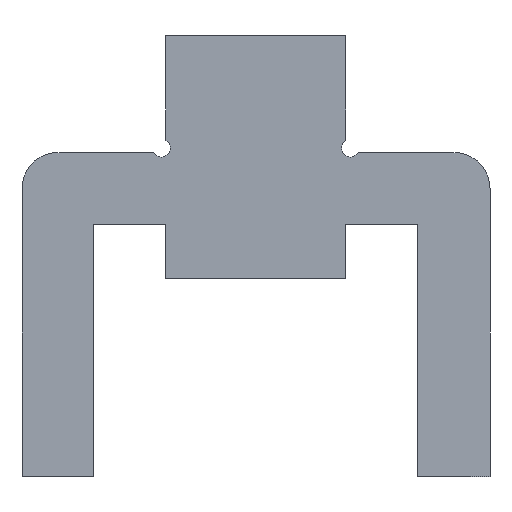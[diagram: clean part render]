
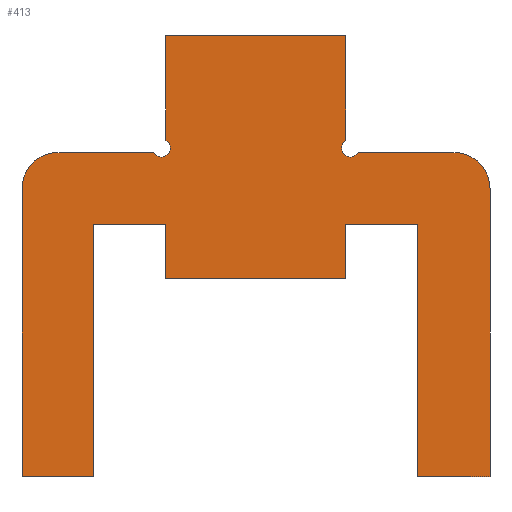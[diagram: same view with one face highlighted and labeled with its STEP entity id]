
A CAD part, front view. The second image highlights one B-rep face of the part: STEP entity #413.
In plain terms, the highlighted planar face has unit normal (0, -1, 0).
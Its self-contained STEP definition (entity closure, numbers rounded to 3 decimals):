
#19=FACE_OUTER_BOUND('',#41,.T.);
#41=EDGE_LOOP('',(#275,#276,#277,#278,#279,#280,#281,#282,#283,#284,#285,
#286,#287,#288,#289,#290,#291,#292,#293,#294));
#63=CIRCLE('',#450,0.4);
#64=CIRCLE('',#451,0.1);
#65=CIRCLE('',#452,0.1);
#66=CIRCLE('',#453,0.4);
#71=LINE('',#597,#123);
#72=LINE('',#599,#124);
#73=LINE('',#601,#125);
#74=LINE('',#603,#126);
#75=LINE('',#607,#127);
#76=LINE('',#611,#128);
#77=LINE('',#613,#129);
#78=LINE('',#615,#130);
#79=LINE('',#619,#131);
#80=LINE('',#623,#132);
#81=LINE('',#625,#133);
#82=LINE('',#627,#134);
#83=LINE('',#629,#135);
#84=LINE('',#631,#136);
#85=LINE('',#633,#137);
#86=LINE('',#634,#138);
#123=VECTOR('',#483,10.);
#124=VECTOR('',#484,10.);
#125=VECTOR('',#485,10.);
#126=VECTOR('',#486,10.);
#127=VECTOR('',#489,10.);
#128=VECTOR('',#492,10.);
#129=VECTOR('',#493,10.);
#130=VECTOR('',#494,10.);
#131=VECTOR('',#497,10.);
#132=VECTOR('',#500,10.);
#133=VECTOR('',#501,10.);
#134=VECTOR('',#502,10.);
#135=VECTOR('',#503,10.);
#136=VECTOR('',#504,10.);
#137=VECTOR('',#505,10.);
#138=VECTOR('',#506,10.);
#175=VERTEX_POINT('',#595);
#176=VERTEX_POINT('',#596);
#177=VERTEX_POINT('',#598);
#178=VERTEX_POINT('',#600);
#179=VERTEX_POINT('',#602);
#180=VERTEX_POINT('',#604);
#181=VERTEX_POINT('',#606);
#182=VERTEX_POINT('',#608);
#183=VERTEX_POINT('',#610);
#184=VERTEX_POINT('',#612);
#185=VERTEX_POINT('',#614);
#186=VERTEX_POINT('',#616);
#187=VERTEX_POINT('',#618);
#188=VERTEX_POINT('',#620);
#189=VERTEX_POINT('',#622);
#190=VERTEX_POINT('',#624);
#191=VERTEX_POINT('',#626);
#192=VERTEX_POINT('',#628);
#193=VERTEX_POINT('',#630);
#194=VERTEX_POINT('',#632);
#215=EDGE_CURVE('',#175,#176,#71,.T.);
#216=EDGE_CURVE('',#177,#175,#72,.T.);
#217=EDGE_CURVE('',#178,#177,#73,.T.);
#218=EDGE_CURVE('',#179,#178,#74,.T.);
#219=EDGE_CURVE('',#180,#179,#63,.T.);
#220=EDGE_CURVE('',#181,#180,#75,.T.);
#221=EDGE_CURVE('',#182,#181,#64,.T.);
#222=EDGE_CURVE('',#183,#182,#76,.T.);
#223=EDGE_CURVE('',#184,#183,#77,.T.);
#224=EDGE_CURVE('',#185,#184,#78,.T.);
#225=EDGE_CURVE('',#186,#185,#65,.T.);
#226=EDGE_CURVE('',#187,#186,#79,.T.);
#227=EDGE_CURVE('',#188,#187,#66,.T.);
#228=EDGE_CURVE('',#189,#188,#80,.T.);
#229=EDGE_CURVE('',#190,#189,#81,.T.);
#230=EDGE_CURVE('',#191,#190,#82,.T.);
#231=EDGE_CURVE('',#192,#191,#83,.T.);
#232=EDGE_CURVE('',#193,#192,#84,.T.);
#233=EDGE_CURVE('',#194,#193,#85,.T.);
#234=EDGE_CURVE('',#176,#194,#86,.T.);
#275=ORIENTED_EDGE('',*,*,#215,.F.);
#276=ORIENTED_EDGE('',*,*,#216,.F.);
#277=ORIENTED_EDGE('',*,*,#217,.F.);
#278=ORIENTED_EDGE('',*,*,#218,.F.);
#279=ORIENTED_EDGE('',*,*,#219,.F.);
#280=ORIENTED_EDGE('',*,*,#220,.F.);
#281=ORIENTED_EDGE('',*,*,#221,.F.);
#282=ORIENTED_EDGE('',*,*,#222,.F.);
#283=ORIENTED_EDGE('',*,*,#223,.F.);
#284=ORIENTED_EDGE('',*,*,#224,.F.);
#285=ORIENTED_EDGE('',*,*,#225,.F.);
#286=ORIENTED_EDGE('',*,*,#226,.F.);
#287=ORIENTED_EDGE('',*,*,#227,.F.);
#288=ORIENTED_EDGE('',*,*,#228,.F.);
#289=ORIENTED_EDGE('',*,*,#229,.F.);
#290=ORIENTED_EDGE('',*,*,#230,.F.);
#291=ORIENTED_EDGE('',*,*,#231,.F.);
#292=ORIENTED_EDGE('',*,*,#232,.F.);
#293=ORIENTED_EDGE('',*,*,#233,.F.);
#294=ORIENTED_EDGE('',*,*,#234,.F.);
#395=PLANE('',#449);
#413=ADVANCED_FACE('',(#19),#395,.F.);
#449=AXIS2_PLACEMENT_3D('',#594,#481,#482);
#450=AXIS2_PLACEMENT_3D('',#605,#487,#488);
#451=AXIS2_PLACEMENT_3D('',#609,#490,#491);
#452=AXIS2_PLACEMENT_3D('',#617,#495,#496);
#453=AXIS2_PLACEMENT_3D('',#621,#498,#499);
#481=DIRECTION('center_axis',(0.,1.,0.));
#482=DIRECTION('ref_axis',(-1.,0.,0.));
#483=DIRECTION('',(-1.,0.,0.));
#484=DIRECTION('',(0.,0.,1.));
#485=DIRECTION('',(-1.,0.,0.));
#486=DIRECTION('',(0.,0.,-1.));
#487=DIRECTION('center_axis',(0.,1.,0.));
#488=DIRECTION('ref_axis',(0.,0.,1.));
#489=DIRECTION('',(1.,0.,0.));
#490=DIRECTION('center_axis',(0.,-1.,0.));
#491=DIRECTION('ref_axis',(0.866,0.,-0.5));
#492=DIRECTION('',(0.,0.,-1.));
#493=DIRECTION('',(1.,0.,0.));
#494=DIRECTION('',(0.,0.,1.));
#495=DIRECTION('center_axis',(0.,-1.,0.));
#496=DIRECTION('ref_axis',(0.5,0.,0.866));
#497=DIRECTION('',(1.,0.,0.));
#498=DIRECTION('center_axis',(0.,1.,0.));
#499=DIRECTION('ref_axis',(-1.,0.,0.));
#500=DIRECTION('',(0.,0.,1.));
#501=DIRECTION('',(-1.,0.,0.));
#502=DIRECTION('',(0.,0.,-1.));
#503=DIRECTION('',(-1.,0.,0.));
#504=DIRECTION('',(0.,0.,1.));
#505=DIRECTION('',(-1.,0.,0.));
#506=DIRECTION('',(0.,0.,-1.));
#594=CARTESIAN_POINT('Origin',(27.2,2.7,10.45));
#595=CARTESIAN_POINT('',(29.,2.7,10.8));
#596=CARTESIAN_POINT('',(28.2,2.7,10.8));
#597=CARTESIAN_POINT('',(28.1,2.7,10.8));
#598=CARTESIAN_POINT('',(29.,2.7,8.));
#599=CARTESIAN_POINT('',(29.,2.7,9.225));
#600=CARTESIAN_POINT('',(29.8,2.7,8.));
#601=CARTESIAN_POINT('',(28.5,2.7,8.));
#602=CARTESIAN_POINT('',(29.8,2.7,11.2));
#603=CARTESIAN_POINT('',(29.8,2.7,10.825));
#604=CARTESIAN_POINT('',(29.4,2.7,11.6));
#605=CARTESIAN_POINT('Origin',(29.4,2.7,11.2));
#606=CARTESIAN_POINT('',(28.337,2.7,11.6));
#607=CARTESIAN_POINT('',(27.768,2.7,11.6));
#608=CARTESIAN_POINT('',(28.2,2.7,11.737));
#609=CARTESIAN_POINT('Origin',(28.25,2.7,11.65));
#610=CARTESIAN_POINT('',(28.2,2.7,12.9));
#611=CARTESIAN_POINT('',(28.2,2.7,11.675));
#612=CARTESIAN_POINT('',(26.2,2.7,12.9));
#613=CARTESIAN_POINT('',(26.7,2.7,12.9));
#614=CARTESIAN_POINT('',(26.2,2.7,11.737));
#615=CARTESIAN_POINT('',(26.2,2.7,11.093));
#616=CARTESIAN_POINT('',(26.063,2.7,11.6));
#617=CARTESIAN_POINT('Origin',(26.15,2.7,11.65));
#618=CARTESIAN_POINT('',(25.,2.7,11.6));
#619=CARTESIAN_POINT('',(26.1,2.7,11.6));
#620=CARTESIAN_POINT('',(24.6,2.7,11.2));
#621=CARTESIAN_POINT('Origin',(25.,2.7,11.2));
#622=CARTESIAN_POINT('',(24.6,2.7,8.));
#623=CARTESIAN_POINT('',(24.6,2.7,9.225));
#624=CARTESIAN_POINT('',(25.4,2.7,8.));
#625=CARTESIAN_POINT('',(26.3,2.7,8.));
#626=CARTESIAN_POINT('',(25.4,2.7,10.8));
#627=CARTESIAN_POINT('',(25.4,2.7,10.625));
#628=CARTESIAN_POINT('',(26.2,2.7,10.8));
#629=CARTESIAN_POINT('',(26.7,2.7,10.8));
#630=CARTESIAN_POINT('',(26.2,2.7,10.2));
#631=CARTESIAN_POINT('',(26.2,2.7,10.325));
#632=CARTESIAN_POINT('',(28.2,2.7,10.2));
#633=CARTESIAN_POINT('',(27.7,2.7,10.2));
#634=CARTESIAN_POINT('',(28.2,2.7,10.625));
